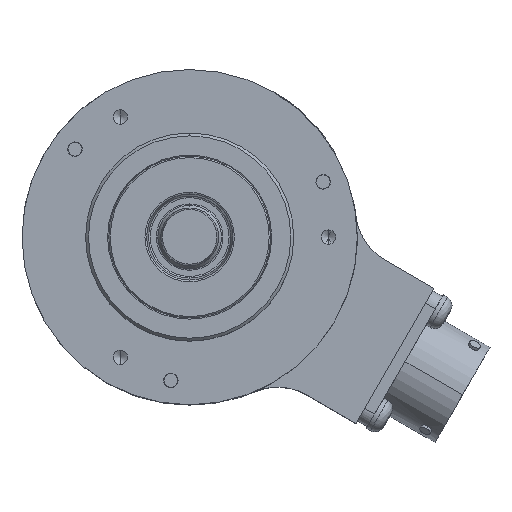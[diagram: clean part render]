
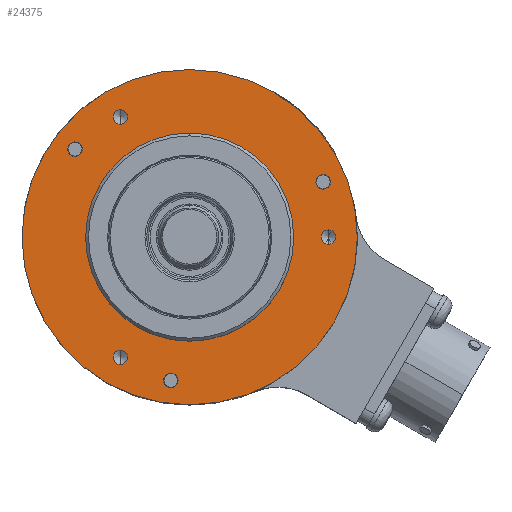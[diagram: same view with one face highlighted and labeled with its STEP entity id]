
A CAD part, top view. The second image highlights one B-rep face of the part: STEP entity #24375.
In plain terms, the highlighted planar face has unit normal (0, 0, 1).
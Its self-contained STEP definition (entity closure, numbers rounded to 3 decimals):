
#8016=CARTESIAN_POINT('',(0.,0.,17.));
#8017=DIRECTION('',(0.,0.,1.));
#8018=DIRECTION('',(1.,0.,0.));
#8019=AXIS2_PLACEMENT_3D('',#8016,#8017,#8018);
#8021=CARTESIAN_POINT('',(0.,0.,17.));
#8022=DIRECTION('',(0.,0.,1.));
#8023=DIRECTION('',(-1.,0.,0.));
#8024=AXIS2_PLACEMENT_3D('',#8021,#8022,#8023);
#8026=CARTESIAN_POINT('',(-19.834,15.219,17.));
#8027=DIRECTION('',(0.,0.,-1.));
#8028=DIRECTION('',(-0.793,0.609,0.));
#8029=AXIS2_PLACEMENT_3D('',#8026,#8027,#8028);
#8031=CARTESIAN_POINT('',(-19.834,15.219,17.));
#8032=DIRECTION('',(0.,0.,-1.));
#8033=DIRECTION('',(0.793,-0.609,0.));
#8034=AXIS2_PLACEMENT_3D('',#8031,#8032,#8033);
#8036=CARTESIAN_POINT('',(-3.263,-24.786,17.));
#8037=DIRECTION('',(0.,0.,-1.));
#8038=DIRECTION('',(-0.131,-0.991,0.));
#8039=AXIS2_PLACEMENT_3D('',#8036,#8037,#8038);
#8041=CARTESIAN_POINT('',(-3.263,-24.786,17.));
#8042=DIRECTION('',(0.,0.,-1.));
#8043=DIRECTION('',(0.131,0.991,0.));
#8044=AXIS2_PLACEMENT_3D('',#8041,#8042,#8043);
#8046=CARTESIAN_POINT('',(23.097,9.567,17.));
#8047=DIRECTION('',(0.,0.,-1.));
#8048=DIRECTION('',(0.924,0.383,0.));
#8049=AXIS2_PLACEMENT_3D('',#8046,#8047,#8048);
#8051=CARTESIAN_POINT('',(23.097,9.567,17.));
#8052=DIRECTION('',(0.,0.,-1.));
#8053=DIRECTION('',(-0.924,-0.383,0.));
#8054=AXIS2_PLACEMENT_3D('',#8051,#8052,#8053);
#8056=CARTESIAN_POINT('',(-12.,-20.785,17.));
#8057=DIRECTION('',(0.,0.,1.));
#8058=DIRECTION('',(0.,-1.,0.));
#8059=AXIS2_PLACEMENT_3D('',#8056,#8057,#8058);
#8061=CARTESIAN_POINT('',(-12.,-20.785,17.));
#8062=DIRECTION('',(0.,0.,1.));
#8063=DIRECTION('',(0.,1.,0.));
#8064=AXIS2_PLACEMENT_3D('',#8061,#8062,#8063);
#8066=CARTESIAN_POINT('',(-12.,20.785,17.));
#8067=DIRECTION('',(0.,0.,1.));
#8068=DIRECTION('',(0.,-1.,0.));
#8069=AXIS2_PLACEMENT_3D('',#8066,#8067,#8068);
#8071=CARTESIAN_POINT('',(-12.,20.785,17.));
#8072=DIRECTION('',(0.,0.,1.));
#8073=DIRECTION('',(0.,1.,0.));
#8074=AXIS2_PLACEMENT_3D('',#8071,#8072,#8073);
#8076=CARTESIAN_POINT('',(24.,0.,17.));
#8077=DIRECTION('',(0.,0.,1.));
#8078=DIRECTION('',(0.,-1.,0.));
#8079=AXIS2_PLACEMENT_3D('',#8076,#8077,#8078);
#8081=CARTESIAN_POINT('',(24.,0.,17.));
#8082=DIRECTION('',(0.,0.,1.));
#8083=DIRECTION('',(0.,1.,0.));
#8084=AXIS2_PLACEMENT_3D('',#8081,#8082,#8083);
#8090=CARTESIAN_POINT('',(0.,0.,17.));
#8091=DIRECTION('',(0.,0.,1.));
#8092=DIRECTION('',(0.,1.,0.));
#8093=AXIS2_PLACEMENT_3D('',#8090,#8091,#8092);
#8127=CARTESIAN_POINT('',(0.,0.,17.));
#8128=DIRECTION('',(0.,0.,-1.));
#8129=DIRECTION('',(0.,1.,0.));
#8130=AXIS2_PLACEMENT_3D('',#8127,#8128,#8129);
#15349=CARTESIAN_POINT('',(0.,18.,17.));
#15350=CARTESIAN_POINT('',(0.,-18.,17.));
#15351=VERTEX_POINT('',#15349);
#15352=VERTEX_POINT('',#15350);
#15353=CARTESIAN_POINT('',(29.,0.,17.));
#15354=CARTESIAN_POINT('',(-29.,0.,17.));
#15355=VERTEX_POINT('',#15353);
#15356=VERTEX_POINT('',#15354);
#15357=CARTESIAN_POINT('',(-20.826,15.98,17.));
#15358=CARTESIAN_POINT('',(-18.842,14.458,17.));
#15359=VERTEX_POINT('',#15357);
#15360=VERTEX_POINT('',#15358);
#15361=CARTESIAN_POINT('',(-3.426,-26.025,17.));
#15362=CARTESIAN_POINT('',(-3.1,-23.547,17.));
#15363=VERTEX_POINT('',#15361);
#15364=VERTEX_POINT('',#15362);
#15365=CARTESIAN_POINT('',(24.252,10.045,17.));
#15366=CARTESIAN_POINT('',(21.942,9.089,17.));
#15367=VERTEX_POINT('',#15365);
#15368=VERTEX_POINT('',#15366);
#15375=CARTESIAN_POINT('',(-12.,-22.035,17.));
#15376=CARTESIAN_POINT('',(-12.,-19.535,17.));
#15377=VERTEX_POINT('',#15375);
#15378=VERTEX_POINT('',#15376);
#15385=CARTESIAN_POINT('',(-12.,19.535,17.));
#15386=CARTESIAN_POINT('',(-12.,22.035,17.));
#15387=VERTEX_POINT('',#15385);
#15388=VERTEX_POINT('',#15386);
#15395=CARTESIAN_POINT('',(24.,-1.25,17.));
#15396=CARTESIAN_POINT('',(24.,1.25,17.));
#15397=VERTEX_POINT('',#15395);
#15398=VERTEX_POINT('',#15396);
#24324=CARTESIAN_POINT('',(0.,0.,17.));
#24325=DIRECTION('',(0.,0.,-1.));
#24326=DIRECTION('',(0.,1.,0.));
#24327=AXIS2_PLACEMENT_3D('',#24324,#24325,#24326);
#24328=PLANE('',#24327);
#24329=ORIENTED_EDGE('',*,*,#19315,.F.);
#24330=ORIENTED_EDGE('',*,*,#19252,.F.);
#24331=EDGE_LOOP('',(#24329,#24330));
#24332=FACE_OUTER_BOUND('',#24331,.F.);
#24334=ORIENTED_EDGE('',*,*,#24333,.T.);
#24336=ORIENTED_EDGE('',*,*,#24335,.F.);
#24337=EDGE_LOOP('',(#24334,#24336));
#24338=FACE_BOUND('',#24337,.F.);
#24340=ORIENTED_EDGE('',*,*,#24339,.F.);
#24342=ORIENTED_EDGE('',*,*,#24341,.F.);
#24343=EDGE_LOOP('',(#24340,#24342));
#24344=FACE_BOUND('',#24343,.F.);
#24346=ORIENTED_EDGE('',*,*,#24345,.F.);
#24348=ORIENTED_EDGE('',*,*,#24347,.F.);
#24349=EDGE_LOOP('',(#24346,#24348));
#24350=FACE_BOUND('',#24349,.F.);
#24352=ORIENTED_EDGE('',*,*,#24351,.F.);
#24354=ORIENTED_EDGE('',*,*,#24353,.F.);
#24355=EDGE_LOOP('',(#24352,#24354));
#24356=FACE_BOUND('',#24355,.F.);
#24358=ORIENTED_EDGE('',*,*,#24357,.T.);
#24360=ORIENTED_EDGE('',*,*,#24359,.T.);
#24361=EDGE_LOOP('',(#24358,#24360));
#24362=FACE_BOUND('',#24361,.F.);
#24364=ORIENTED_EDGE('',*,*,#24363,.T.);
#24366=ORIENTED_EDGE('',*,*,#24365,.T.);
#24367=EDGE_LOOP('',(#24364,#24366));
#24368=FACE_BOUND('',#24367,.F.);
#24370=ORIENTED_EDGE('',*,*,#24369,.T.);
#24372=ORIENTED_EDGE('',*,*,#24371,.T.);
#24373=EDGE_LOOP('',(#24370,#24372));
#24374=FACE_BOUND('',#24373,.F.);
#8020=CIRCLE('',#8019,29.);
#8025=CIRCLE('',#8024,29.);
#8030=CIRCLE('',#8029,1.25);
#8035=CIRCLE('',#8034,1.25);
#8040=CIRCLE('',#8039,1.25);
#8045=CIRCLE('',#8044,1.25);
#8050=CIRCLE('',#8049,1.25);
#8055=CIRCLE('',#8054,1.25);
#8060=CIRCLE('',#8059,1.25);
#8065=CIRCLE('',#8064,1.25);
#8070=CIRCLE('',#8069,1.25);
#8075=CIRCLE('',#8074,1.25);
#8080=CIRCLE('',#8079,1.25);
#8085=CIRCLE('',#8084,1.25);
#8094=CIRCLE('',#8093,18.);
#8131=CIRCLE('',#8130,18.);
#19252=EDGE_CURVE('',#15356,#15355,#8025,.T.);
#19315=EDGE_CURVE('',#15355,#15356,#8020,.T.);
#24333=EDGE_CURVE('',#15351,#15352,#8094,.T.);
#24335=EDGE_CURVE('',#15351,#15352,#8131,.T.);
#24339=EDGE_CURVE('',#15359,#15360,#8030,.T.);
#24341=EDGE_CURVE('',#15360,#15359,#8035,.T.);
#24345=EDGE_CURVE('',#15363,#15364,#8040,.T.);
#24347=EDGE_CURVE('',#15364,#15363,#8045,.T.);
#24351=EDGE_CURVE('',#15367,#15368,#8050,.T.);
#24353=EDGE_CURVE('',#15368,#15367,#8055,.T.);
#24357=EDGE_CURVE('',#15377,#15378,#8060,.T.);
#24359=EDGE_CURVE('',#15378,#15377,#8065,.T.);
#24363=EDGE_CURVE('',#15387,#15388,#8070,.T.);
#24365=EDGE_CURVE('',#15388,#15387,#8075,.T.);
#24369=EDGE_CURVE('',#15397,#15398,#8080,.T.);
#24371=EDGE_CURVE('',#15398,#15397,#8085,.T.);
#24375=ADVANCED_FACE('',(#24332,#24338,#24344,#24350,#24356,#24362,#24368,
#24374),#24328,.F.);
